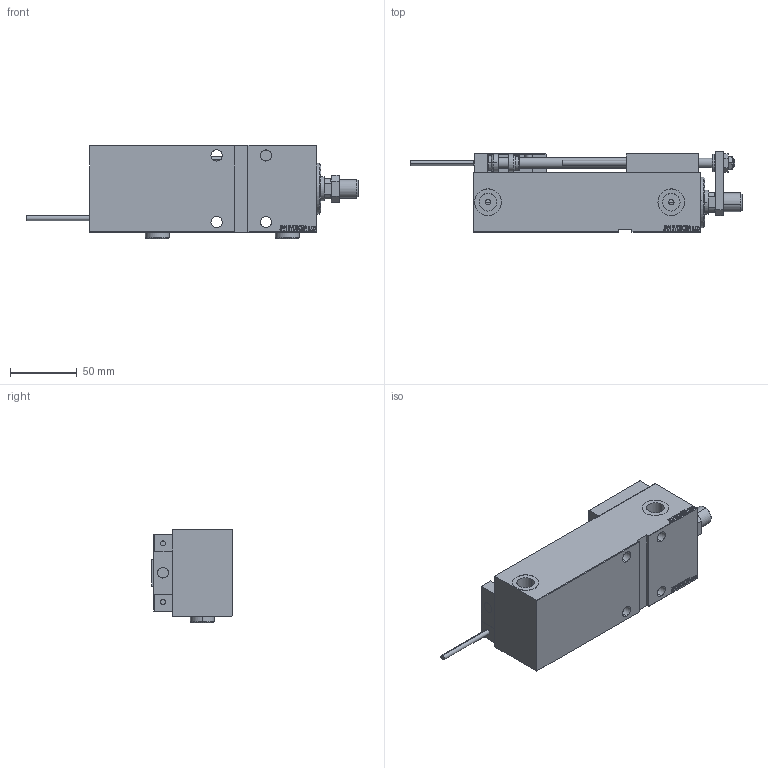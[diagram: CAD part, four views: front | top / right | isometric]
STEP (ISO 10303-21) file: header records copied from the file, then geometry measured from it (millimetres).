
FILE_DESCRIPTION (( 'STEP AP203' ), '1' );
FILE_NAME ('d47c.STEP', '2024-02-13T08:23:59', ( '' ), ( '' ), 'SwSTEP 2.0', 'SolidWorks 2019', '' );
FILE_SCHEMA (( 'CONFIG_CONTROL_DESIGN' ));
Length unit declared in the file: millimetre
Products named in the file (18): ZARAZKA 575ecc5286b1e2699bc73af66975e5c9; KONCOVKA 575ecc5286b1e2699bc73af66975e5c9; MAGNET 575ecc5286b1e2699bc73af66975e5c9; SWITCH DIM B,W 575ecc5286b1e2699bc73af66975e5c9; Zatka_OIL_PORT 575ecc5286b1e2699bc73af66975e5c9; V450CM_MALE_METRIC 575ecc5286b1e2699bc73af66975e5c9; SWITCH_X_FRONT_BACK 575ecc5286b1e2699bc73af66975e5c9; Block 575ecc5286b1e2699bc73af66975e5c9; TYC_L79 575ecc5286b1e2699bc73af66975e5c9; V450CM_G_VCP 575ecc5286b1e2699bc73af66975e5c9; NUT_D12 575ecc5286b1e2699bc73af66975e5c9; d47c; V450CM_VC_G 575ecc5286b1e2699bc73af66975e5c9; V450CM_G_Body 575ecc5286b1e2699bc73af66975e5c9; NUT_D10 575ecc5286b1e2699bc73af66975e5c9; ALLEN BOLT D8 575ecc5286b1e2699bc73af66975e5c9; ALLEN BOLT D5 575ecc5286b1e2699bc73af66975e5c9; SWITCH X 575ecc5286b1e2699bc73af66975e5c9
Assembly tree (28 placements, depth 3):
  d47c
    V450CM_G_Body 575ecc5286b1e2699bc73af66975e5c9
    V450CM_G_VCP 575ecc5286b1e2699bc73af66975e5c9
    V450CM_VC_G 575ecc5286b1e2699bc73af66975e5c9
    SWITCH X 575ecc5286b1e2699bc73af66975e5c9
      SWITCH_X_FRONT_BACK 575ecc5286b1e2699bc73af66975e5c9  x2
      TYC_L79 575ecc5286b1e2699bc73af66975e5c9
      Block 575ecc5286b1e2699bc73af66975e5c9  x2
      ALLEN BOLT D5 575ecc5286b1e2699bc73af66975e5c9  x4
      ALLEN BOLT D8 575ecc5286b1e2699bc73af66975e5c9  x4
      MAGNET 575ecc5286b1e2699bc73af66975e5c9  x2
      KONCOVKA 575ecc5286b1e2699bc73af66975e5c9  x2
    ZARAZKA 575ecc5286b1e2699bc73af66975e5c9
    NUT_D10 575ecc5286b1e2699bc73af66975e5c9
    NUT_D12 575ecc5286b1e2699bc73af66975e5c9
    SWITCH DIM B,W 575ecc5286b1e2699bc73af66975e5c9
    V450CM_MALE_METRIC 575ecc5286b1e2699bc73af66975e5c9
    Zatka_OIL_PORT 575ecc5286b1e2699bc73af66975e5c9  x2
Bounding box: 249 x 60.5 x 69.9 mm (x, y, z)
Volume: 508965 mm3; surface area: 107364.5 mm2
Topology: 27 solids, 27 shells, 1347 faces, 3212 edges, 2048 vertices
Faces by surface type: plane 604, bspline 380, cylinder 192, cone 121, torus 46, sphere 4
Entity records: 51323 total; most frequent: CARTESIAN_POINT 25685, ORIENTED_EDGE 5364, DIRECTION 3671, EDGE_CURVE 2682, VERTEX_POINT 1748, LINE 1555, VECTOR 1555, EDGE_LOOP 1240
